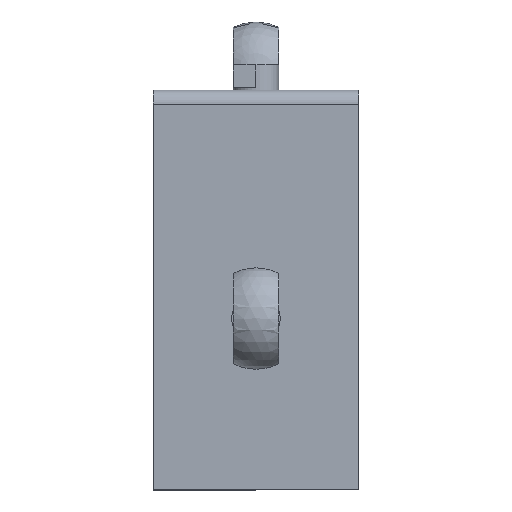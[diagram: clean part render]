
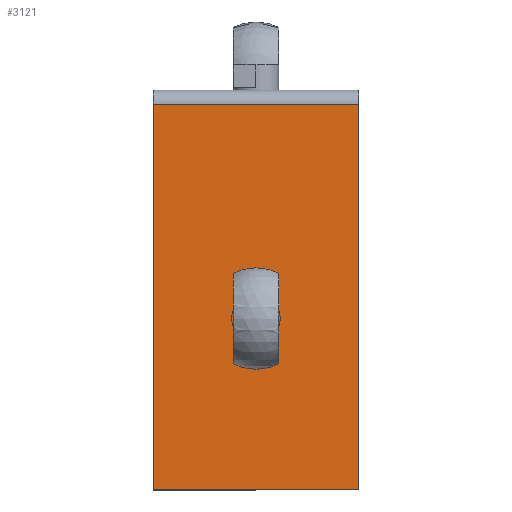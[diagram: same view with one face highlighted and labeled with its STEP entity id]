
A CAD part, top view. The second image highlights one B-rep face of the part: STEP entity #3121.
In plain terms, the highlighted planar face has unit normal (0, 0, 1).
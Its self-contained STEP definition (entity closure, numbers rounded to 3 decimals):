
#2573=CARTESIAN_POINT('',(38.,-2.5,0.001));
#2574=VERTEX_POINT('',#2573);
#2582=CARTESIAN_POINT('',(38.,-70.,0.001));
#2583=VERTEX_POINT('',#2582);
#2584=CARTESIAN_POINT('',(38.,-2.5,0.001));
#2585=DIRECTION('',(0.0,-1.0,0.0));
#2586=VECTOR('',#2585,67.5);
#2587=LINE('',#2584,#2586);
#2588=EDGE_CURVE('',#2574,#2583,#2587,.T.);
#2759=CARTESIAN_POINT('',(2.,-70.,0.001));
#2760=VERTEX_POINT('',#2759);
#2761=CARTESIAN_POINT('',(2.,-2.5,0.001));
#2762=VERTEX_POINT('',#2761);
#2763=CARTESIAN_POINT('',(2.,-70.,0.001));
#2764=DIRECTION('',(0.0,1.0,0.0));
#2765=VECTOR('',#2764,67.5);
#2766=LINE('',#2763,#2765);
#2767=EDGE_CURVE('',#2760,#2762,#2766,.T.);
#3094=CARTESIAN_POINT('',(2.,-70.,0.001));
#3095=DIRECTION('',(1.0,0.0,0.0));
#3096=VECTOR('',#3095,36.0);
#3097=LINE('',#3094,#3096);
#3098=EDGE_CURVE('',#2760,#2583,#3097,.T.);
#3105=CARTESIAN_POINT('',(2.,-70.,0.001));
#3106=DIRECTION('',(0.0,0.0,1.0));
#3107=DIRECTION('',(0.0,-1.0,0.0));
#3108=AXIS2_PLACEMENT_3D('',#3105,#3106,#3107);
#3109=PLANE('',#3108);
#3110=ORIENTED_EDGE('',*,*,#2588,.F.);
#3111=CARTESIAN_POINT('',(2.,-2.5,0.001));
#3112=DIRECTION('',(1.0,0.0,0.0));
#3113=VECTOR('',#3112,36.0);
#3114=LINE('',#3111,#3113);
#3115=EDGE_CURVE('',#2762,#2574,#3114,.T.);
#3116=ORIENTED_EDGE('',*,*,#3115,.F.);
#3117=ORIENTED_EDGE('',*,*,#2767,.F.);
#3118=ORIENTED_EDGE('',*,*,#3098,.T.);
#3119=EDGE_LOOP('',(#3110,#3116,#3117,#3118));
#3120=FACE_OUTER_BOUND('',#3119,.T.);
#3121=ADVANCED_FACE('',(#3120),#3109,.T.);
